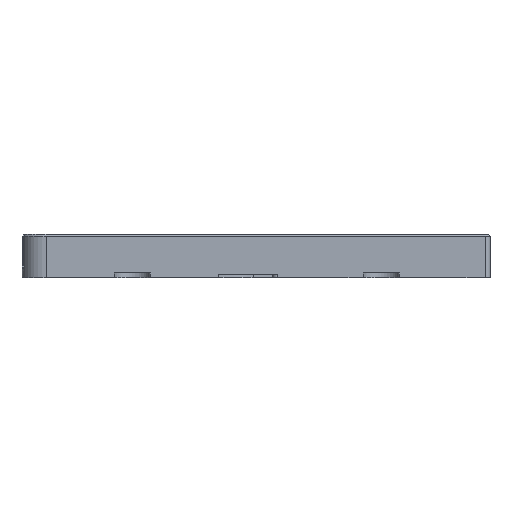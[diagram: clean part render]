
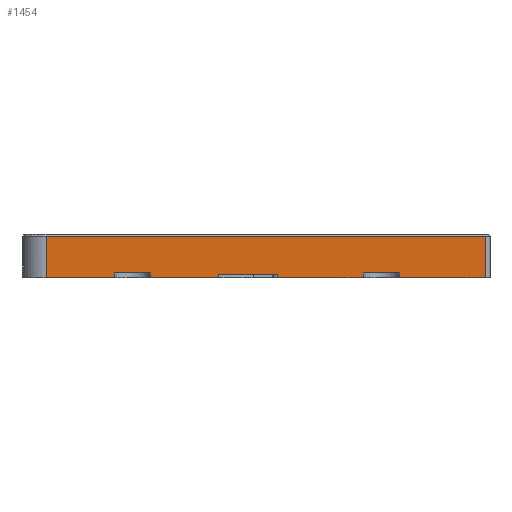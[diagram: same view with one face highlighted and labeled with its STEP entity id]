
A CAD part, front view. The second image highlights one B-rep face of the part: STEP entity #1454.
In plain terms, the highlighted planar face has unit normal (0, -1, 0).
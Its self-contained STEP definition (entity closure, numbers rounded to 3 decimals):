
#25 = ORIENTED_EDGE ( 'NONE', *, *, #564, .T. ) ;
#26 = LINE ( 'NONE', #1181, #2159 ) ;
#46 = DIRECTION ( 'NONE',  ( 0., 0., -1. ) ) ;
#55 = ORIENTED_EDGE ( 'NONE', *, *, #1948, .F. ) ;
#126 = CARTESIAN_POINT ( 'NONE',  ( 105.889, 0., 0. ) ) ;
#136 = VERTEX_POINT ( 'NONE', #220 ) ;
#199 = LINE ( 'NONE', #4210, #449 ) ;
#215 = DIRECTION ( 'NONE',  ( 0., 0., -1. ) ) ;
#216 = ORIENTED_EDGE ( 'NONE', *, *, #2095, .T. ) ;
#220 = CARTESIAN_POINT ( 'NONE',  ( 10., 0., 17.25 ) ) ;
#288 = EDGE_CURVE ( 'NONE', #1256, #4134, #4314, .T. ) ;
#301 = VECTOR ( 'NONE', #3939, 1000. ) ;
#302 = EDGE_CURVE ( 'NONE', #3721, #1474, #3300, .T. ) ;
#364 = CARTESIAN_POINT ( 'NONE',  ( 105.889, 0., 1.5 ) ) ;
#386 = CARTESIAN_POINT ( 'NONE',  ( 192.133, 0., 17.25 ) ) ;
#387 = ORIENTED_EDGE ( 'NONE', *, *, #3858, .T. ) ;
#449 = VECTOR ( 'NONE', #3468, 1000. ) ;
#452 = DIRECTION ( 'NONE',  ( 0., 0., -1. ) ) ;
#564 = EDGE_CURVE ( 'NONE', #1680, #1192, #731, .T. ) ;
#651 = VECTOR ( 'NONE', #4255, 1000. ) ;
#666 = DIRECTION ( 'NONE',  ( 0., 0., -1. ) ) ;
#731 = LINE ( 'NONE', #2584, #1180 ) ;
#742 = ORIENTED_EDGE ( 'NONE', *, *, #2145, .T. ) ;
#829 = DIRECTION ( 'NONE',  ( 1., 0., 0. ) ) ;
#855 = LINE ( 'NONE', #3597, #2321 ) ;
#901 = DIRECTION ( 'NONE',  ( 0., 0., -1. ) ) ;
#994 = AXIS2_PLACEMENT_3D ( 'NONE', #3401, #4079, #1387 ) ;
#998 = EDGE_CURVE ( 'NONE', #2891, #2224, #3552, .T. ) ;
#1005 = LINE ( 'NONE', #1299, #1253 ) ;
#1014 = LINE ( 'NONE', #4240, #651 ) ;
#1043 = PLANE ( 'NONE',  #994 ) ;
#1051 = VECTOR ( 'NONE', #666, 1000. ) ;
#1110 = CARTESIAN_POINT ( 'NONE',  ( 192.133, 0., 1.5 ) ) ;
#1124 = EDGE_CURVE ( 'NONE', #2880, #1680, #4306, .T. ) ;
#1160 = EDGE_CURVE ( 'NONE', #2880, #2224, #199, .T. ) ;
#1164 = LINE ( 'NONE', #3910, #301 ) ;
#1180 = VECTOR ( 'NONE', #901, 1000. ) ;
#1181 = CARTESIAN_POINT ( 'NONE',  ( 156.511, 0., 2. ) ) ;
#1192 = VERTEX_POINT ( 'NONE', #126 ) ;
#1198 = VERTEX_POINT ( 'NONE', #4151 ) ;
#1236 = DIRECTION ( 'NONE',  ( -1., 0., 0. ) ) ;
#1244 = EDGE_CURVE ( 'NONE', #1474, #1881, #3666, .T. ) ;
#1251 = DIRECTION ( 'NONE',  ( 1., 0., 0. ) ) ;
#1253 = VECTOR ( 'NONE', #1251, 1000. ) ;
#1256 = VERTEX_POINT ( 'NONE', #2886 ) ;
#1265 = DIRECTION ( 'NONE',  ( 1., 0., 0. ) ) ;
#1269 = CARTESIAN_POINT ( 'NONE',  ( 81.549, 0., 0. ) ) ;
#1299 = CARTESIAN_POINT ( 'NONE',  ( 10., 0., 0. ) ) ;
#1330 = CARTESIAN_POINT ( 'NONE',  ( 53.274, 0., 2. ) ) ;
#1385 = CARTESIAN_POINT ( 'NONE',  ( 10., 0., 0. ) ) ;
#1387 = DIRECTION ( 'NONE',  ( 0., 0., 1. ) ) ;
#1389 = VECTOR ( 'NONE', #1265, 1000. ) ;
#1397 = CARTESIAN_POINT ( 'NONE',  ( 81.549, 0., 1.5 ) ) ;
#1454 = ADVANCED_FACE ( 'NONE', ( #1984 ), #1043, .F. ) ;
#1474 = VERTEX_POINT ( 'NONE', #2379 ) ;
#1626 = CARTESIAN_POINT ( 'NONE',  ( 156.511, 0., 2. ) ) ;
#1642 = CARTESIAN_POINT ( 'NONE',  ( 10., 0., 2. ) ) ;
#1680 = VERTEX_POINT ( 'NONE', #364 ) ;
#1881 = VERTEX_POINT ( 'NONE', #3722 ) ;
#1948 = EDGE_CURVE ( 'NONE', #2406, #1198, #3801, .T. ) ;
#1978 = ORIENTED_EDGE ( 'NONE', *, *, #1244, .F. ) ;
#1984 = FACE_OUTER_BOUND ( 'NONE', #2193, .T. ) ;
#2036 = VECTOR ( 'NONE', #829, 1000. ) ;
#2044 = VECTOR ( 'NONE', #1236, 1000. ) ;
#2060 = ORIENTED_EDGE ( 'NONE', *, *, #302, .F. ) ;
#2062 = EDGE_CURVE ( 'NONE', #1192, #1881, #1164, .T. ) ;
#2095 = EDGE_CURVE ( 'NONE', #3993, #136, #1014, .T. ) ;
#2099 = CARTESIAN_POINT ( 'NONE',  ( 53.274, 0., 0. ) ) ;
#2127 = VECTOR ( 'NONE', #3093, 1000. ) ;
#2145 = EDGE_CURVE ( 'NONE', #3721, #1256, #26, .T. ) ;
#2159 = VECTOR ( 'NONE', #3619, 1000. ) ;
#2193 = EDGE_LOOP ( 'NONE', ( #2060, #742, #2592, #2421, #216, #387, #3032, #55, #2488, #3281, #2990, #3133, #2944, #25, #3312, #1978 ) ) ;
#2224 = VERTEX_POINT ( 'NONE', #1269 ) ;
#2227 = VECTOR ( 'NONE', #2857, 1000. ) ;
#2273 = CARTESIAN_POINT ( 'NONE',  ( 105.889, 0., 0. ) ) ;
#2321 = VECTOR ( 'NONE', #215, 1000. ) ;
#2372 = CARTESIAN_POINT ( 'NONE',  ( 53.274, 0., 2. ) ) ;
#2379 = CARTESIAN_POINT ( 'NONE',  ( 141.511, 0., 2. ) ) ;
#2406 = VERTEX_POINT ( 'NONE', #3139 ) ;
#2421 = ORIENTED_EDGE ( 'NONE', *, *, #3530, .F. ) ;
#2488 = ORIENTED_EDGE ( 'NONE', *, *, #4312, .F. ) ;
#2554 = CARTESIAN_POINT ( 'NONE',  ( 141.511, 0., 2. ) ) ;
#2584 = CARTESIAN_POINT ( 'NONE',  ( 105.889, 0., 1.5 ) ) ;
#2592 = ORIENTED_EDGE ( 'NONE', *, *, #288, .T. ) ;
#2833 = VECTOR ( 'NONE', #3668, 1000. ) ;
#2857 = DIRECTION ( 'NONE',  ( 0., 0., -1. ) ) ;
#2869 = VERTEX_POINT ( 'NONE', #1330 ) ;
#2880 = VERTEX_POINT ( 'NONE', #1397 ) ;
#2884 = VERTEX_POINT ( 'NONE', #1385 ) ;
#2886 = CARTESIAN_POINT ( 'NONE',  ( 156.511, 0., 0. ) ) ;
#2891 = VERTEX_POINT ( 'NONE', #2099 ) ;
#2911 = CARTESIAN_POINT ( 'NONE',  ( 192.133, 0., 0. ) ) ;
#2944 = ORIENTED_EDGE ( 'NONE', *, *, #1124, .T. ) ;
#2990 = ORIENTED_EDGE ( 'NONE', *, *, #998, .T. ) ;
#3032 = ORIENTED_EDGE ( 'NONE', *, *, #4280, .T. ) ;
#3081 = CARTESIAN_POINT ( 'NONE',  ( 10., 0., 0. ) ) ;
#3093 = DIRECTION ( 'NONE',  ( 1., 0., 0. ) ) ;
#3112 = EDGE_CURVE ( 'NONE', #2869, #2891, #4327, .T. ) ;
#3133 = ORIENTED_EDGE ( 'NONE', *, *, #1160, .F. ) ;
#3139 = CARTESIAN_POINT ( 'NONE',  ( 38.274, 0., 2. ) ) ;
#3261 = CARTESIAN_POINT ( 'NONE',  ( 10., 0., 2. ) ) ;
#3281 = ORIENTED_EDGE ( 'NONE', *, *, #3112, .T. ) ;
#3300 = LINE ( 'NONE', #1642, #2044 ) ;
#3312 = ORIENTED_EDGE ( 'NONE', *, *, #2062, .T. ) ;
#3401 = CARTESIAN_POINT ( 'NONE',  ( 10., 0., 1.5 ) ) ;
#3450 = CARTESIAN_POINT ( 'NONE',  ( 38.274, 0., 2. ) ) ;
#3468 = DIRECTION ( 'NONE',  ( 0., 0., -1. ) ) ;
#3530 = EDGE_CURVE ( 'NONE', #3993, #4134, #855, .T. ) ;
#3552 = LINE ( 'NONE', #3081, #2127 ) ;
#3581 = LINE ( 'NONE', #3261, #2833 ) ;
#3589 = LINE ( 'NONE', #3772, #3845 ) ;
#3597 = CARTESIAN_POINT ( 'NONE',  ( 192.133, 0., 18. ) ) ;
#3619 = DIRECTION ( 'NONE',  ( 0., 0., -1. ) ) ;
#3666 = LINE ( 'NONE', #2554, #2227 ) ;
#3668 = DIRECTION ( 'NONE',  ( -1., 0., 0. ) ) ;
#3721 = VERTEX_POINT ( 'NONE', #1626 ) ;
#3722 = CARTESIAN_POINT ( 'NONE',  ( 141.511, 0., 0. ) ) ;
#3772 = CARTESIAN_POINT ( 'NONE',  ( 10., 0., 1.5 ) ) ;
#3801 = LINE ( 'NONE', #3450, #4122 ) ;
#3845 = VECTOR ( 'NONE', #46, 1000. ) ;
#3858 = EDGE_CURVE ( 'NONE', #136, #2884, #3589, .T. ) ;
#3910 = CARTESIAN_POINT ( 'NONE',  ( 105.889, 0., 0. ) ) ;
#3939 = DIRECTION ( 'NONE',  ( 1., 0., 0. ) ) ;
#3993 = VERTEX_POINT ( 'NONE', #386 ) ;
#4079 = DIRECTION ( 'NONE',  ( 0., 1., 0. ) ) ;
#4122 = VECTOR ( 'NONE', #452, 1000. ) ;
#4134 = VERTEX_POINT ( 'NONE', #2911 ) ;
#4151 = CARTESIAN_POINT ( 'NONE',  ( 38.274, 0., 0. ) ) ;
#4210 = CARTESIAN_POINT ( 'NONE',  ( 81.549, 0., 1.5 ) ) ;
#4240 = CARTESIAN_POINT ( 'NONE',  ( 10., 0., 17.25 ) ) ;
#4255 = DIRECTION ( 'NONE',  ( -1., 0., 0. ) ) ;
#4280 = EDGE_CURVE ( 'NONE', #2884, #1198, #1005, .T. ) ;
#4306 = LINE ( 'NONE', #1110, #2036 ) ;
#4312 = EDGE_CURVE ( 'NONE', #2869, #2406, #3581, .T. ) ;
#4314 = LINE ( 'NONE', #2273, #1389 ) ;
#4327 = LINE ( 'NONE', #2372, #1051 ) ;
